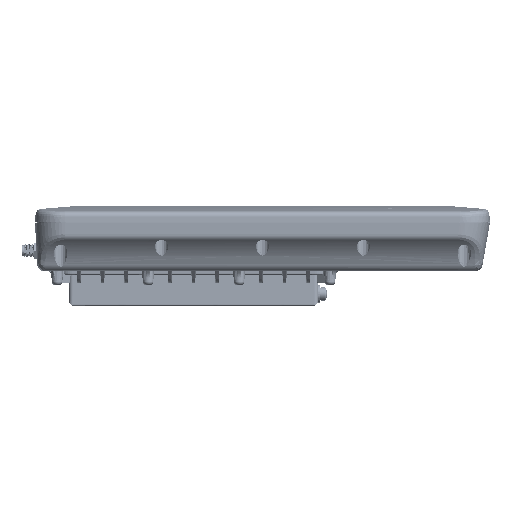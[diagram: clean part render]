
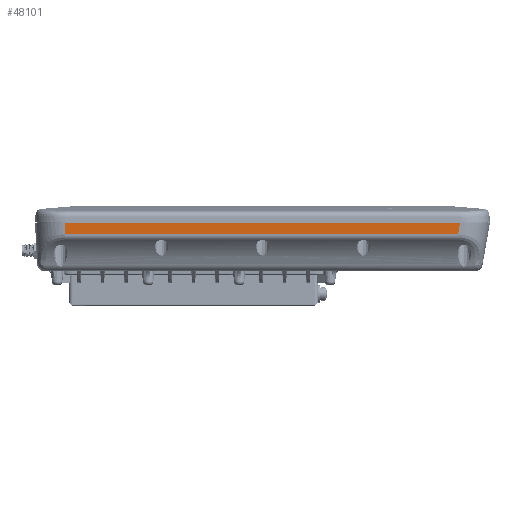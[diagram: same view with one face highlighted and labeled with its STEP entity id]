
A CAD part, left-side view. The second image highlights one B-rep face of the part: STEP entity #48101.
In plain terms, the highlighted planar face has unit normal (-0.999, 0, -0.052).
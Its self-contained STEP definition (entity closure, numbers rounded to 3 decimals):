
#9586 = LINE ( 'NONE', #81092, #92957 ) ;
#10599 = FACE_OUTER_BOUND ( 'NONE', #99124, .T. ) ;
#23399 = ORIENTED_EDGE ( 'NONE', *, *, #48331, .T. ) ;
#26650 = LINE ( 'NONE', #173323, #235901 ) ;
#29157 = EDGE_CURVE ( 'NONE', #167264, #142661, #9586, .T. ) ;
#41293 = VECTOR ( 'NONE', #164221, 1000. ) ;
#41709 = ORIENTED_EDGE ( 'NONE', *, *, #207416, .F. ) ;
#46970 = DIRECTION ( 'NONE',  ( 0.999, 0., 0.052 ) ) ;
#48101 = ADVANCED_FACE ( 'NONE', ( #10599 ), #154877, .F. ) ;
#48331 = EDGE_CURVE ( 'NONE', #226129, #167264, #109886, .T. ) ;
#62974 = DIRECTION ( 'NONE',  ( 0., -1., 0. ) ) ;
#74422 = CARTESIAN_POINT ( 'NONE',  ( -62.474, -99.907, -2.316 ) ) ;
#81092 = CARTESIAN_POINT ( 'NONE',  ( -62.165, -98.552, -8.214 ) ) ;
#82822 = EDGE_CURVE ( 'NONE', #142661, #217787, #26650, .T. ) ;
#83128 = CARTESIAN_POINT ( 'NONE',  ( -62.474, 100.021, -2.316 ) ) ;
#90328 = CARTESIAN_POINT ( 'NONE',  ( -62.474, -115., -2.316 ) ) ;
#92957 = VECTOR ( 'NONE', #62974, 1000. ) ;
#96778 = VECTOR ( 'NONE', #183739, 1000. ) ;
#99124 = EDGE_LOOP ( 'NONE', ( #23399, #110807, #129725, #41709 ) ) ;
#109886 = LINE ( 'NONE', #218831, #96778 ) ;
#110807 = ORIENTED_EDGE ( 'NONE', *, *, #29157, .T. ) ;
#118565 = DIRECTION ( 'NONE',  ( 0.052, 0., -0.999 ) ) ;
#129725 = ORIENTED_EDGE ( 'NONE', *, *, #82822, .T. ) ;
#137888 = CARTESIAN_POINT ( 'NONE',  ( -62.424, -115., -3.271 ) ) ;
#142661 = VERTEX_POINT ( 'NONE', #201777 ) ;
#151556 = DIRECTION ( 'NONE',  ( -0.052, -0.173, 0.983 ) ) ;
#154877 = PLANE ( 'NONE',  #220480 ) ;
#164221 = DIRECTION ( 'NONE',  ( 0., -1., 0. ) ) ;
#167264 = VERTEX_POINT ( 'NONE', #218654 ) ;
#173323 = CARTESIAN_POINT ( 'NONE',  ( -62.56, -100.198, -0.669 ) ) ;
#183739 = DIRECTION ( 'NONE',  ( 0.052, -0.052, -0.997 ) ) ;
#201777 = CARTESIAN_POINT ( 'NONE',  ( -62.165, -98.867, -8.214 ) ) ;
#206499 = LINE ( 'NONE', #90328, #41293 ) ;
#207416 = EDGE_CURVE ( 'NONE', #226129, #217787, #206499, .T. ) ;
#217787 = VERTEX_POINT ( 'NONE', #74422 ) ;
#218654 = CARTESIAN_POINT ( 'NONE',  ( -62.165, 99.711, -8.214 ) ) ;
#218831 = CARTESIAN_POINT ( 'NONE',  ( -61.837, 99.383, -14.476 ) ) ;
#220480 = AXIS2_PLACEMENT_3D ( 'NONE', #137888, #46970, #118565 ) ;
#226129 = VERTEX_POINT ( 'NONE', #83128 ) ;
#235901 = VECTOR ( 'NONE', #151556, 1000. ) ;
